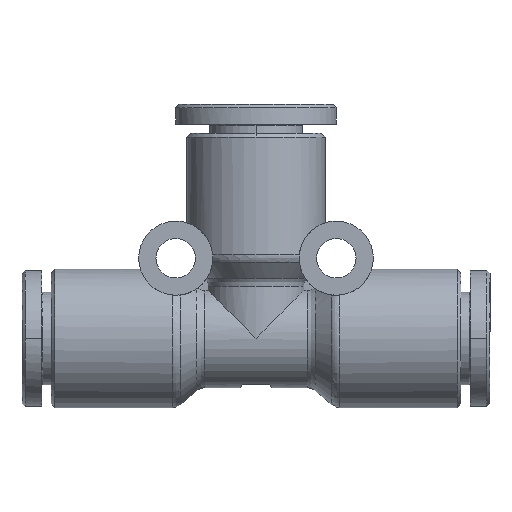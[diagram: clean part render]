
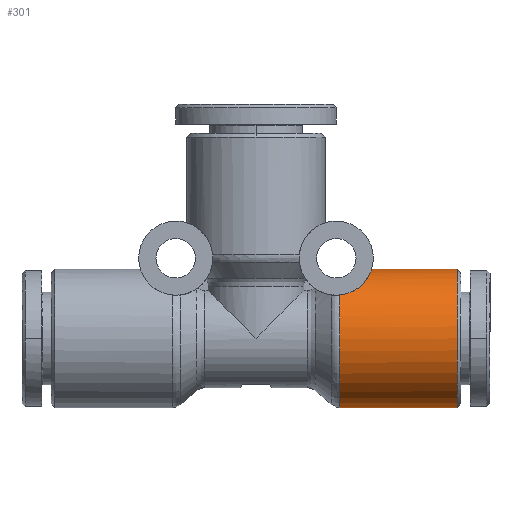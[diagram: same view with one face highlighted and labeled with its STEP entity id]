
A CAD part, front view. The second image highlights one B-rep face of the part: STEP entity #301.
In plain terms, the highlighted cylindrical face has radius 5.6 mm (diameter 11.2 mm), a partial arc.
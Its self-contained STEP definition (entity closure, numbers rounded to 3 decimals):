
#233=CARTESIAN_POINT('',(10.982,0.,-0.216));
#234=DIRECTION('',(1.0,0.0,0.0));
#235=DIRECTION('',(0.0,0.0,1.0));
#236=AXIS2_PLACEMENT_3D('',#233,#234,#235);
#237=CYLINDRICAL_SURFACE('',#236,5.6);
#238=CARTESIAN_POINT('',(9.644,0.,5.384));
#239=VERTEX_POINT('',#238);
#240=CARTESIAN_POINT('',(16.582,0.,5.384));
#241=VERTEX_POINT('',#240);
#242=CARTESIAN_POINT('',(9.644,0.,5.384));
#243=DIRECTION('',(1.0,0.0,0.0));
#244=VECTOR('',#243,6.938);
#245=LINE('',#242,#244);
#246=EDGE_CURVE('',#239,#241,#245,.T.);
#247=ORIENTED_EDGE('',*,*,#246,.F.);
#248=CARTESIAN_POINT('',(7.047,-4.362,3.295));
#249=VERTEX_POINT('',#248);
#250=CARTESIAN_POINT('',(9.644,0.,5.384));
#251=CARTESIAN_POINT('',(9.644,-0.273,5.384));
#252=CARTESIAN_POINT('',(9.638,-0.557,5.363));
#253=CARTESIAN_POINT('',(9.609,-1.126,5.277));
#254=CARTESIAN_POINT('',(9.585,-1.41,5.211));
#255=CARTESIAN_POINT('',(9.513,-1.96,5.037));
#256=CARTESIAN_POINT('',(9.463,-2.226,4.93));
#257=CARTESIAN_POINT('',(9.325,-2.722,4.685));
#258=CARTESIAN_POINT('',(9.236,-2.952,4.549));
#259=CARTESIAN_POINT('',(9.043,-3.306,4.307));
#260=CARTESIAN_POINT('',(8.939,-3.458,4.192));
#261=CARTESIAN_POINT('',(8.694,-3.728,3.966));
#262=CARTESIAN_POINT('',(8.552,-3.847,3.856));
#263=CARTESIAN_POINT('',(8.302,-4.01,3.694));
#264=CARTESIAN_POINT('',(8.185,-4.073,3.628));
#265=CARTESIAN_POINT('',(7.932,-4.182,3.509));
#266=CARTESIAN_POINT('',(7.796,-4.228,3.456));
#267=CARTESIAN_POINT('',(7.513,-4.301,3.37));
#268=CARTESIAN_POINT('',(7.367,-4.328,3.338));
#269=CARTESIAN_POINT('',(7.162,-4.353,3.307));
#270=CARTESIAN_POINT('',(7.104,-4.358,3.301));
#271=CARTESIAN_POINT('',(7.047,-4.362,3.295));
#272=B_SPLINE_CURVE_WITH_KNOTS('',3,(#250,#251,#252,#253,#254,#255,#256,#257,#258,#259,#260,#261,#262,#263,#264,#265,#266,#267,#268,#269,#270,#271),.UNSPECIFIED.,.F.,.U.,(4,2,2,2,2,2,2,2,2,2,4),(0.0,0.82,1.639,2.459,3.279,3.87,4.462,4.889,5.317,5.745,5.912),.UNSPECIFIED.);
#273=EDGE_CURVE('',#239,#249,#272,.T.);
#274=ORIENTED_EDGE('',*,*,#273,.T.);
#275=CARTESIAN_POINT('',(7.047,0.,-5.816));
#276=VERTEX_POINT('',#275);
#277=CARTESIAN_POINT('',(7.047,0.,-0.216));
#278=DIRECTION('',(-1.0,0.0,0.0));
#279=DIRECTION('',(0.0,0.0,-1.0));
#280=AXIS2_PLACEMENT_3D('',#277,#278,#279);
#281=CIRCLE('',#280,5.6);
#282=EDGE_CURVE('',#276,#249,#281,.T.);
#283=ORIENTED_EDGE('',*,*,#282,.F.);
#284=CARTESIAN_POINT('',(16.582,0.,-5.816));
#285=VERTEX_POINT('',#284);
#286=CARTESIAN_POINT('',(16.582,0.,-5.816));
#287=DIRECTION('',(-1.0,0.0,0.0));
#288=VECTOR('',#287,9.535);
#289=LINE('',#286,#288);
#290=EDGE_CURVE('',#285,#276,#289,.T.);
#291=ORIENTED_EDGE('',*,*,#290,.F.);
#292=CARTESIAN_POINT('',(16.582,0.,-0.216));
#293=DIRECTION('',(1.0,0.0,0.0));
#294=DIRECTION('',(0.0,0.0,-1.0));
#295=AXIS2_PLACEMENT_3D('',#292,#293,#294);
#296=CIRCLE('',#295,5.6);
#297=EDGE_CURVE('',#241,#285,#296,.T.);
#298=ORIENTED_EDGE('',*,*,#297,.F.);
#299=EDGE_LOOP('',(#247,#274,#283,#291,#298));
#300=FACE_OUTER_BOUND('',#299,.T.);
#301=ADVANCED_FACE('',(#300),#237,.T.);
